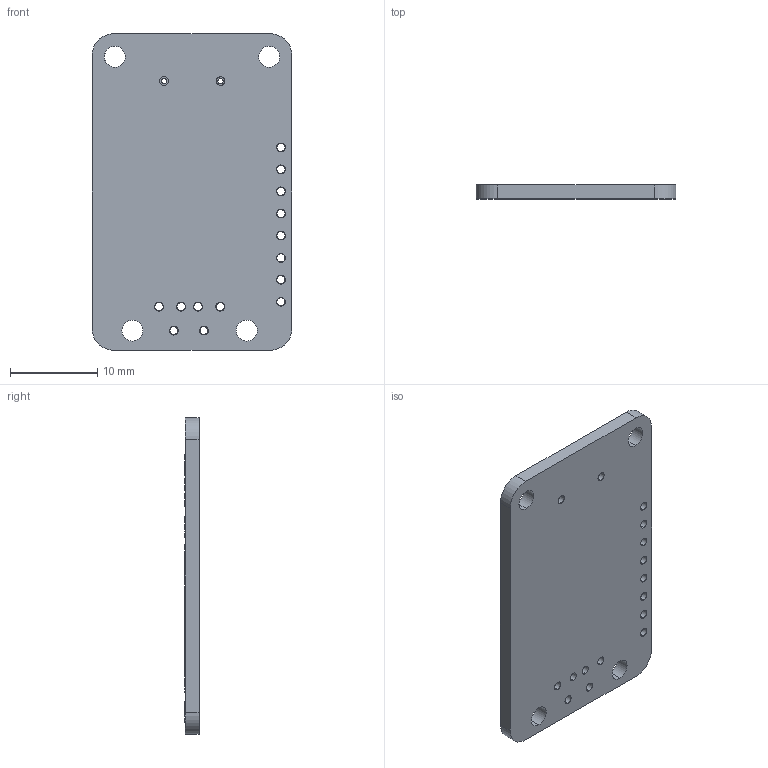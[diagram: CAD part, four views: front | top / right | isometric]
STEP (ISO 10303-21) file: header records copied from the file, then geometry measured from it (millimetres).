
FILE_DESCRIPTION (( 'STEP AP203' ), '1' );
FILE_NAME ('PlacaSuperboost1000C.step', '2019-10-07T21:34:54', ( '' ), ( '' ), 'SwSTEP 2.0', 'SolidWorks 2017', '' );
FILE_SCHEMA (( 'CONFIG_CONTROL_DESIGN' ));
Length unit declared in the file: millimetre
Products named in the file (1): PlacaSuperboost1000C
Bounding box: 22.86 x 1.62 x 36.2 mm (x, y, z)
Volume: 1258.8 mm3; surface area: 2077.7 mm2
Topology: 73 solids, 73 shells, 948 faces, 2406 edges, 1604 vertices
Faces by surface type: plane 531, bspline 289, cylinder 128
Entity records: 31497 total; most frequent: CARTESIAN_POINT 10092, ORIENTED_EDGE 4812, DIRECTION 3404, EDGE_CURVE 2406, VERTEX_POINT 1604, VECTOR 1572, LINE 1572, EDGE_LOOP 1082
